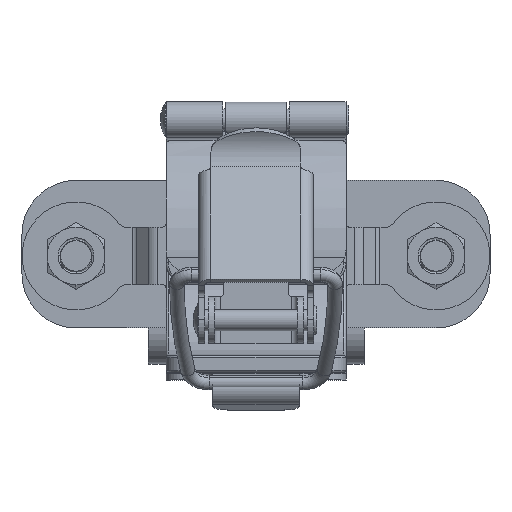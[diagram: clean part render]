
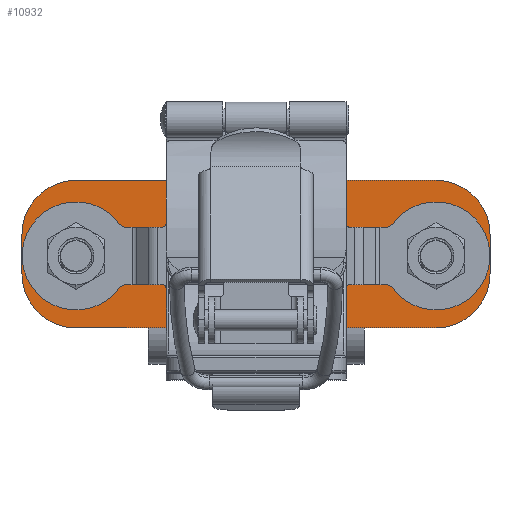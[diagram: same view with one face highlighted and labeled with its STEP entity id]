
A CAD part, top view. The second image highlights one B-rep face of the part: STEP entity #10932.
In plain terms, the highlighted face is planar.
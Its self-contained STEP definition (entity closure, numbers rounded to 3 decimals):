
#10459=CARTESIAN_POINT('',(25.,-7.25,0.));
#10460=DIRECTION('',(0.,0.,-1.));
#10461=DIRECTION('',(-1.,0.,0.));
#10462=AXIS2_PLACEMENT_3D('',#10459,#10460,#10461);
#10464=DIRECTION('',(0.,1.,0.));
#10465=VECTOR('',#10464,5.5);
#10466=CARTESIAN_POINT('',(27.75,-12.75,0.));
#10467=LINE('',#10466,#10465);
#10468=CARTESIAN_POINT('',(25.,-12.75,0.));
#10469=DIRECTION('',(0.,0.,-1.));
#10470=DIRECTION('',(1.,0.,0.));
#10471=AXIS2_PLACEMENT_3D('',#10468,#10469,#10470);
#10473=DIRECTION('',(0.,-1.,0.));
#10474=VECTOR('',#10473,5.5);
#10475=CARTESIAN_POINT('',(22.25,-7.25,0.));
#10476=LINE('',#10475,#10474);
#10477=DIRECTION('',(0.,-1.,0.));
#10478=VECTOR('',#10477,5.5);
#10479=CARTESIAN_POINT('',(-27.75,-7.25,0.));
#10480=LINE('',#10479,#10478);
#10481=CARTESIAN_POINT('',(-25.,-7.25,0.));
#10482=DIRECTION('',(0.,0.,-1.));
#10483=DIRECTION('',(-1.,0.,0.));
#10484=AXIS2_PLACEMENT_3D('',#10481,#10482,#10483);
#10486=DIRECTION('',(0.,1.,0.));
#10487=VECTOR('',#10486,5.5);
#10488=CARTESIAN_POINT('',(-22.25,-12.75,0.));
#10489=LINE('',#10488,#10487);
#10490=CARTESIAN_POINT('',(-25.,-12.75,0.));
#10491=DIRECTION('',(0.,0.,-1.));
#10492=DIRECTION('',(1.,0.,0.));
#10493=AXIS2_PLACEMENT_3D('',#10490,#10491,#10492);
#10495=CARTESIAN_POINT('',(25.,-7.5,0.));
#10496=DIRECTION('',(0.,0.,-1.));
#10497=DIRECTION('',(0.,1.,0.));
#10498=AXIS2_PLACEMENT_3D('',#10495,#10496,#10497);
#10500=DIRECTION('',(-1.,0.,0.));
#10501=VECTOR('',#10500,10.);
#10502=CARTESIAN_POINT('',(25.,0.,0.));
#10503=LINE('',#10502,#10501);
#10504=DIRECTION('',(-1.,0.,0.));
#10505=VECTOR('',#10504,10.);
#10506=CARTESIAN_POINT('',(-15.,0.,0.));
#10507=LINE('',#10506,#10505);
#10508=CARTESIAN_POINT('',(-25.,-7.5,0.));
#10509=DIRECTION('',(0.,0.,-1.));
#10510=DIRECTION('',(-1.,0.,0.));
#10511=AXIS2_PLACEMENT_3D('',#10508,#10509,#10510);
#10513=DIRECTION('',(0.,-1.,0.));
#10514=VECTOR('',#10513,5.5);
#10515=CARTESIAN_POINT('',(-32.5,-7.5,0.));
#10516=LINE('',#10515,#10514);
#10517=CARTESIAN_POINT('',(-25.,-13.,0.));
#10518=DIRECTION('',(0.,0.,-1.));
#10519=DIRECTION('',(0.,-1.,0.));
#10520=AXIS2_PLACEMENT_3D('',#10517,#10518,#10519);
#10522=DIRECTION('',(1.,0.,0.));
#10523=VECTOR('',#10522,50.);
#10524=CARTESIAN_POINT('',(-25.,-20.5,0.));
#10525=LINE('',#10524,#10523);
#10526=CARTESIAN_POINT('',(25.,-13.,0.));
#10527=DIRECTION('',(0.,0.,-1.));
#10528=DIRECTION('',(1.,0.,0.));
#10529=AXIS2_PLACEMENT_3D('',#10526,#10527,#10528);
#10531=DIRECTION('',(0.,1.,0.));
#10532=VECTOR('',#10531,5.5);
#10533=CARTESIAN_POINT('',(32.5,-13.,0.));
#10534=LINE('',#10533,#10532);
#10692=DIRECTION('',(-1.,0.,0.));
#10693=VECTOR('',#10692,30.);
#10694=CARTESIAN_POINT('',(15.,0.,0.));
#10695=LINE('',#10694,#10693);
#10797=CARTESIAN_POINT('',(25.,0.,0.));
#10798=CARTESIAN_POINT('',(32.5,-7.5,0.));
#10799=VERTEX_POINT('',#10797);
#10800=VERTEX_POINT('',#10798);
#10805=CARTESIAN_POINT('',(32.5,-13.,0.));
#10806=CARTESIAN_POINT('',(25.,-20.5,0.));
#10807=VERTEX_POINT('',#10805);
#10808=VERTEX_POINT('',#10806);
#10813=CARTESIAN_POINT('',(-25.,-20.5,0.));
#10814=CARTESIAN_POINT('',(-32.5,-13.,0.));
#10815=VERTEX_POINT('',#10813);
#10816=VERTEX_POINT('',#10814);
#10821=CARTESIAN_POINT('',(-32.5,-7.5,0.));
#10822=CARTESIAN_POINT('',(-25.,0.,0.));
#10823=VERTEX_POINT('',#10821);
#10824=VERTEX_POINT('',#10822);
#10829=CARTESIAN_POINT('',(15.,0.,0.));
#10830=VERTEX_POINT('',#10829);
#10833=CARTESIAN_POINT('',(-15.,0.,0.));
#10834=VERTEX_POINT('',#10833);
#10837=CARTESIAN_POINT('',(22.25,-7.25,0.));
#10838=CARTESIAN_POINT('',(27.75,-7.25,0.));
#10839=VERTEX_POINT('',#10837);
#10840=VERTEX_POINT('',#10838);
#10841=CARTESIAN_POINT('',(22.25,-12.75,0.));
#10842=VERTEX_POINT('',#10841);
#10843=CARTESIAN_POINT('',(27.75,-12.75,0.));
#10844=VERTEX_POINT('',#10843);
#10853=CARTESIAN_POINT('',(-27.75,-7.25,0.));
#10854=CARTESIAN_POINT('',(-27.75,-12.75,0.));
#10855=VERTEX_POINT('',#10853);
#10856=VERTEX_POINT('',#10854);
#10857=CARTESIAN_POINT('',(-22.25,-12.75,0.));
#10858=VERTEX_POINT('',#10857);
#10859=CARTESIAN_POINT('',(-22.25,-7.25,0.));
#10860=VERTEX_POINT('',#10859);
#10885=CARTESIAN_POINT('',(0.,0.,0.));
#10886=DIRECTION('',(0.,0.,1.));
#10887=DIRECTION('',(1.,0.,0.));
#10888=AXIS2_PLACEMENT_3D('',#10885,#10886,#10887);
#10889=PLANE('',#10888);
#10891=ORIENTED_EDGE('',*,*,#10890,.F.);
#10893=ORIENTED_EDGE('',*,*,#10892,.T.);
#10895=ORIENTED_EDGE('',*,*,#10894,.T.);
#10897=ORIENTED_EDGE('',*,*,#10896,.T.);
#10899=ORIENTED_EDGE('',*,*,#10898,.F.);
#10901=ORIENTED_EDGE('',*,*,#10900,.T.);
#10903=ORIENTED_EDGE('',*,*,#10902,.F.);
#10905=ORIENTED_EDGE('',*,*,#10904,.T.);
#10907=ORIENTED_EDGE('',*,*,#10906,.F.);
#10909=ORIENTED_EDGE('',*,*,#10908,.T.);
#10910=EDGE_LOOP('',(#10891,#10893,#10895,#10897,#10899,#10901,#10903,#10905,
#10907,#10909));
#10911=FACE_OUTER_BOUND('',#10910,.F.);
#10913=ORIENTED_EDGE('',*,*,#10912,.F.);
#10915=ORIENTED_EDGE('',*,*,#10914,.T.);
#10917=ORIENTED_EDGE('',*,*,#10916,.F.);
#10919=ORIENTED_EDGE('',*,*,#10918,.T.);
#10920=EDGE_LOOP('',(#10913,#10915,#10917,#10919));
#10921=FACE_BOUND('',#10920,.F.);
#10923=ORIENTED_EDGE('',*,*,#10922,.T.);
#10925=ORIENTED_EDGE('',*,*,#10924,.F.);
#10927=ORIENTED_EDGE('',*,*,#10926,.T.);
#10929=ORIENTED_EDGE('',*,*,#10928,.F.);
#10930=EDGE_LOOP('',(#10923,#10925,#10927,#10929));
#10931=FACE_BOUND('',#10930,.F.);
#10932=ADVANCED_FACE('',(#10911,#10921,#10931),#10889,.F.);
#10463=CIRCLE('',#10462,2.75);
#10472=CIRCLE('',#10471,2.75);
#10485=CIRCLE('',#10484,2.75);
#10494=CIRCLE('',#10493,2.75);
#10499=CIRCLE('',#10498,7.5);
#10512=CIRCLE('',#10511,7.5);
#10521=CIRCLE('',#10520,7.5);
#10530=CIRCLE('',#10529,7.5);
#10890=EDGE_CURVE('',#10799,#10800,#10499,.T.);
#10892=EDGE_CURVE('',#10799,#10830,#10503,.T.);
#10894=EDGE_CURVE('',#10830,#10834,#10695,.T.);
#10896=EDGE_CURVE('',#10834,#10824,#10507,.T.);
#10898=EDGE_CURVE('',#10823,#10824,#10512,.T.);
#10900=EDGE_CURVE('',#10823,#10816,#10516,.T.);
#10902=EDGE_CURVE('',#10815,#10816,#10521,.T.);
#10904=EDGE_CURVE('',#10815,#10808,#10525,.T.);
#10906=EDGE_CURVE('',#10807,#10808,#10530,.T.);
#10908=EDGE_CURVE('',#10807,#10800,#10534,.T.);
#10912=EDGE_CURVE('',#10855,#10856,#10480,.T.);
#10914=EDGE_CURVE('',#10855,#10860,#10485,.T.);
#10916=EDGE_CURVE('',#10858,#10860,#10489,.T.);
#10918=EDGE_CURVE('',#10858,#10856,#10494,.T.);
#10922=EDGE_CURVE('',#10839,#10840,#10463,.T.);
#10924=EDGE_CURVE('',#10844,#10840,#10467,.T.);
#10926=EDGE_CURVE('',#10844,#10842,#10472,.T.);
#10928=EDGE_CURVE('',#10839,#10842,#10476,.T.);
